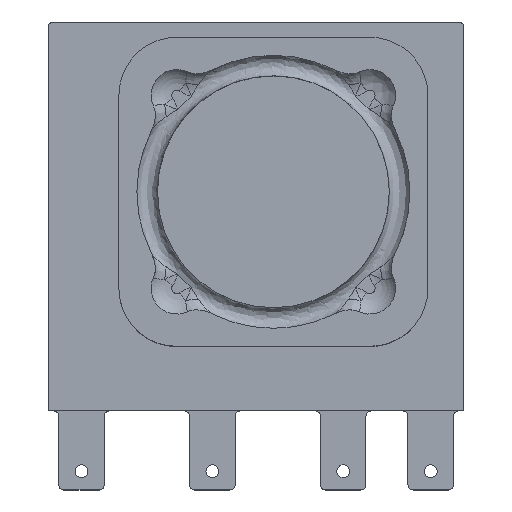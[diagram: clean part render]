
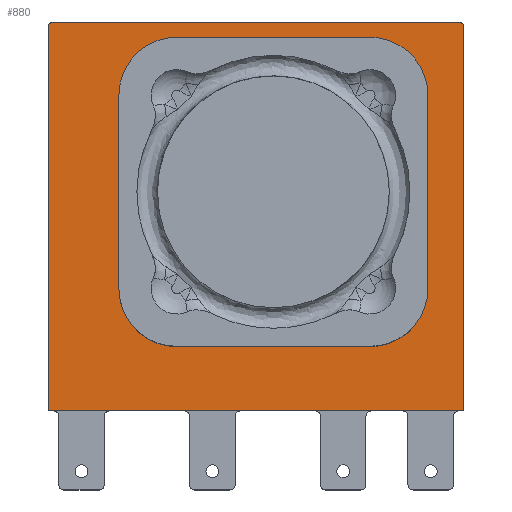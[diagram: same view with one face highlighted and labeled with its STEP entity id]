
A CAD part, top view. The second image highlights one B-rep face of the part: STEP entity #880.
In plain terms, the highlighted planar face has unit normal (0, 0, 1).
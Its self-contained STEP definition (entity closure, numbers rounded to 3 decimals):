
#705 = VERTEX_POINT('',#706);
#706 = CARTESIAN_POINT('',(-8.065,0.,0.5));
#712 = EDGE_CURVE('',#713,#705,#715,.T.);
#713 = VERTEX_POINT('',#714);
#714 = CARTESIAN_POINT('',(-8.065,14.9,0.5));
#715 = LINE('',#716,#717);
#716 = CARTESIAN_POINT('',(-8.065,0.,0.5));
#717 = VECTOR('',#718,1.);
#718 = DIRECTION('',(-0.,-1.,-0.));
#743 = VERTEX_POINT('',#744);
#744 = CARTESIAN_POINT('',(8.065,0.,0.5));
#750 = EDGE_CURVE('',#705,#743,#751,.T.);
#751 = LINE('',#752,#753);
#752 = CARTESIAN_POINT('',(-8.065,0.,0.5));
#753 = VECTOR('',#754,1.);
#754 = DIRECTION('',(1.,0.,0.));
#774 = VERTEX_POINT('',#775);
#775 = CARTESIAN_POINT('',(8.065,14.9,0.5));
#781 = EDGE_CURVE('',#743,#774,#782,.T.);
#782 = LINE('',#783,#784);
#783 = CARTESIAN_POINT('',(8.065,0.,0.5));
#784 = VECTOR('',#785,1.);
#785 = DIRECTION('',(0.,1.,0.));
#806 = VERTEX_POINT('',#807);
#807 = CARTESIAN_POINT('',(7.865,15.1,0.5));
#813 = EDGE_CURVE('',#774,#806,#814,.T.);
#814 = CIRCLE('',#815,0.2);
#815 = AXIS2_PLACEMENT_3D('',#816,#817,#818);
#816 = CARTESIAN_POINT('',(7.865,14.9,0.5));
#817 = DIRECTION('',(0.,0.,1.));
#818 = DIRECTION('',(-1.,0.,0.));
#838 = VERTEX_POINT('',#839);
#839 = CARTESIAN_POINT('',(-7.865,15.1,0.5));
#845 = EDGE_CURVE('',#806,#838,#846,.T.);
#846 = LINE('',#847,#848);
#847 = CARTESIAN_POINT('',(-7.865,15.1,0.5));
#848 = VECTOR('',#849,1.);
#849 = DIRECTION('',(-1.,-0.,-0.));
#868 = EDGE_CURVE('',#838,#713,#869,.T.);
#869 = CIRCLE('',#870,0.2);
#870 = AXIS2_PLACEMENT_3D('',#871,#872,#873);
#871 = CARTESIAN_POINT('',(-7.865,14.9,0.5));
#872 = DIRECTION('',(0.,0.,1.));
#873 = DIRECTION('',(-1.,0.,0.));
#880 = ADVANCED_FACE('',(#881),#889,.F.);
#881 = FACE_BOUND('',#882,.T.);
#882 = EDGE_LOOP('',(#883,#884,#885,#886,#887,#888));
#883 = ORIENTED_EDGE('',*,*,#750,.T.);
#884 = ORIENTED_EDGE('',*,*,#781,.T.);
#885 = ORIENTED_EDGE('',*,*,#813,.T.);
#886 = ORIENTED_EDGE('',*,*,#845,.T.);
#887 = ORIENTED_EDGE('',*,*,#868,.T.);
#888 = ORIENTED_EDGE('',*,*,#712,.T.);
#889 = PLANE('',#890);
#890 = AXIS2_PLACEMENT_3D('',#891,#892,#893);
#891 = CARTESIAN_POINT('',(-7.865,14.9,0.5));
#892 = DIRECTION('',(-0.,0.,-1.));
#893 = DIRECTION('',(-1.,0.,0.));
